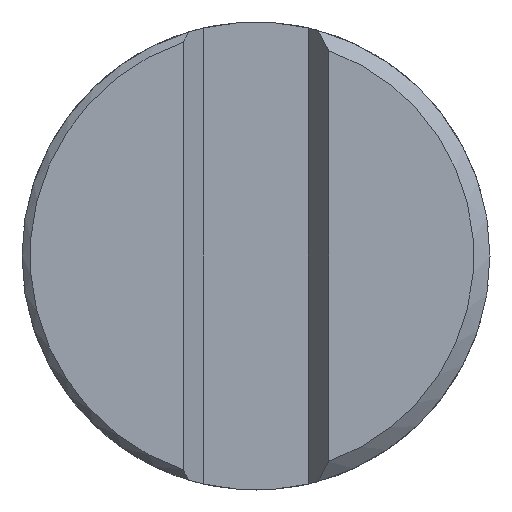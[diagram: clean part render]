
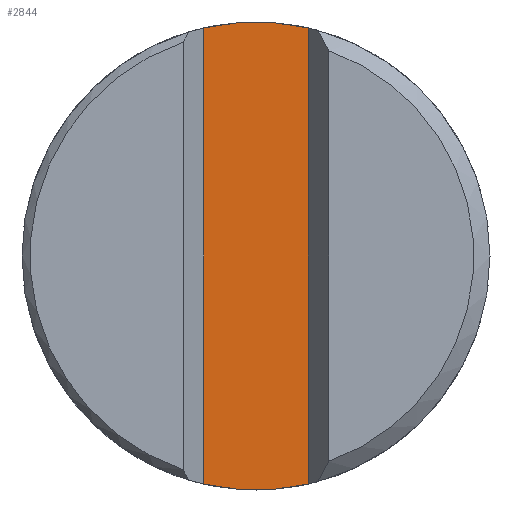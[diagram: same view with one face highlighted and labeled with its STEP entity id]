
A CAD part, front view. The second image highlights one B-rep face of the part: STEP entity #2844.
In plain terms, the highlighted planar face has unit normal (0, -1, 0).
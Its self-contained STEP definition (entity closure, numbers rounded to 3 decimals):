
#36=CARTESIAN_POINT('',(0.,0.375,0.));
#37=DIRECTION('',(0.,1.,0.));
#38=DIRECTION('',(-0.224,0.,0.975));
#39=AXIS2_PLACEMENT_3D('',#36,#37,#38);
#55=DIRECTION('',(0.,0.,1.));
#56=VECTOR('',#55,5.652);
#57=CARTESIAN_POINT('',(0.65,0.375,-2.826));
#58=LINE('',#57,#56);
#78=CARTESIAN_POINT('',(0.,0.375,0.));
#79=DIRECTION('',(0.,1.,0.));
#80=DIRECTION('',(0.224,0.,-0.975));
#81=AXIS2_PLACEMENT_3D('',#78,#79,#80);
#2650=DIRECTION('',(0.,0.,1.));
#2651=VECTOR('',#2650,5.652);
#2652=CARTESIAN_POINT('',(-0.65,0.375,-2.826));
#2653=LINE('',#2652,#2651);
#2670=CARTESIAN_POINT('',(0.65,0.375,-2.826));
#2671=CARTESIAN_POINT('',(0.65,0.375,2.826));
#2672=VERTEX_POINT('',#2670);
#2673=VERTEX_POINT('',#2671);
#2674=CARTESIAN_POINT('',(-0.65,0.375,-2.826));
#2675=CARTESIAN_POINT('',(-0.65,0.375,2.826));
#2676=VERTEX_POINT('',#2674);
#2677=VERTEX_POINT('',#2675);
#2831=CARTESIAN_POINT('',(0.65,0.375,-3.481));
#2832=DIRECTION('',(0.,1.,0.));
#2833=DIRECTION('',(-1.,0.,0.));
#2834=AXIS2_PLACEMENT_3D('',#2831,#2832,#2833);
#2835=PLANE('',#2834);
#2836=ORIENTED_EDGE('',*,*,#2785,.F.);
#2838=ORIENTED_EDGE('',*,*,#2837,.T.);
#2840=ORIENTED_EDGE('',*,*,#2839,.T.);
#2841=ORIENTED_EDGE('',*,*,#2816,.T.);
#2842=EDGE_LOOP('',(#2836,#2838,#2840,#2841));
#2843=FACE_OUTER_BOUND('',#2842,.F.);
#40=CIRCLE('',#39,2.9);
#82=CIRCLE('',#81,2.9);
#2785=EDGE_CURVE('',#2672,#2673,#58,.T.);
#2816=EDGE_CURVE('',#2677,#2673,#40,.T.);
#2837=EDGE_CURVE('',#2672,#2676,#82,.T.);
#2839=EDGE_CURVE('',#2676,#2677,#2653,.T.);
#2844=ADVANCED_FACE('',(#2843),#2835,.F.);
